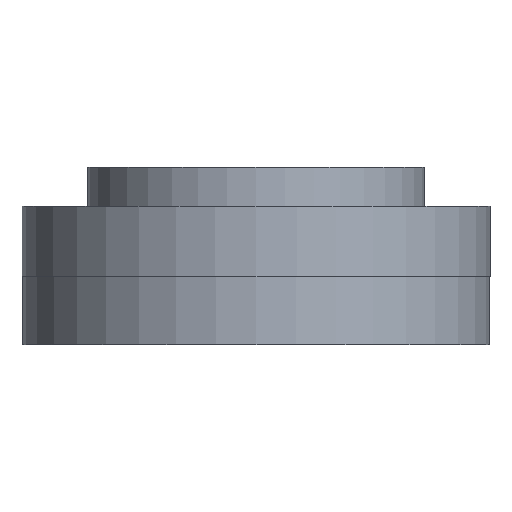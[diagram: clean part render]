
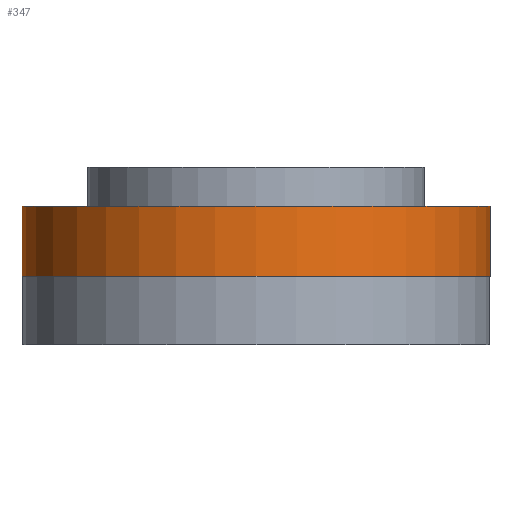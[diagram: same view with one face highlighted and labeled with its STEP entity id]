
A CAD part, front view. The second image highlights one B-rep face of the part: STEP entity #347.
In plain terms, the highlighted cylindrical face has radius 7.5 mm (diameter 15 mm), a full revolution.
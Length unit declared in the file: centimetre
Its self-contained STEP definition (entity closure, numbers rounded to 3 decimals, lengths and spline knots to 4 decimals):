
#79=VERTEX_POINT('',#669);
#80=VERTEX_POINT('',#671);
#107=CIRCLE('',#405,0.75);
#108=CIRCLE('',#406,0.75);
#137=EDGE_CURVE('',#79,#79,#107,.T.);
#138=EDGE_CURVE('',#80,#80,#108,.T.);
#193=ORIENTED_EDGE('',*,*,#137,.T.);
#194=ORIENTED_EDGE('',*,*,#138,.T.);
#253=EDGE_LOOP('',(#193));
#254=EDGE_LOOP('',(#194));
#313=FACE_BOUND('',#253,.T.);
#314=FACE_BOUND('',#254,.T.);
#347=ADVANCED_FACE('',(#313,#314),#687,.T.);
#404=AXIS2_PLACEMENT_3D('',#667,#502,#503);
#405=AXIS2_PLACEMENT_3D('',#668,#504,#505);
#406=AXIS2_PLACEMENT_3D('',#670,#506,#507);
#502=DIRECTION('',(0.,0.,1.));
#503=DIRECTION('',(0.75,0.,0.));
#504=DIRECTION('',(0.,0.,-1.));
#505=DIRECTION('',(0.75,0.,0.));
#506=DIRECTION('',(0.,0.,1.));
#507=DIRECTION('',(0.75,0.,0.));
#667=CARTESIAN_POINT('',(0.,0.,0.));
#668=CARTESIAN_POINT('',(0.,0.,0.225));
#669=CARTESIAN_POINT('',(0.75,0.,0.225));
#670=CARTESIAN_POINT('',(0.,0.,0.));
#671=CARTESIAN_POINT('',(0.75,0.,0.));
#687=CYLINDRICAL_SURFACE('',#404,0.75);
